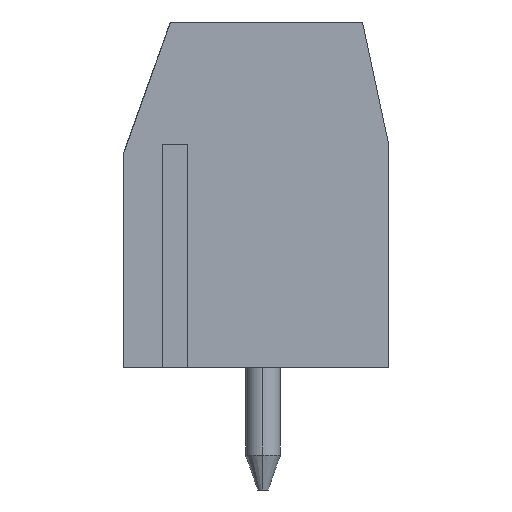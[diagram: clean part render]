
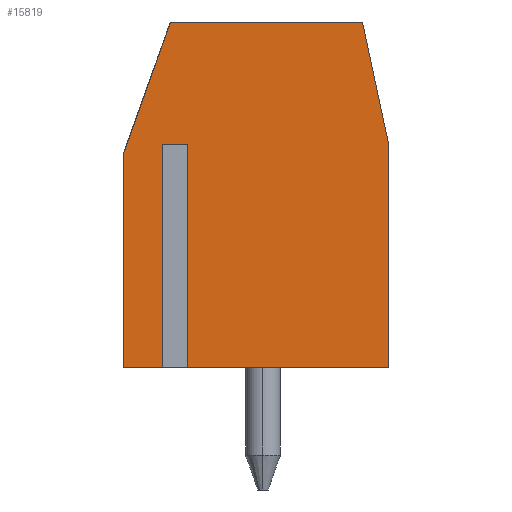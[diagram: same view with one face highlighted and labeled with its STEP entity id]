
A CAD part, left-side view. The second image highlights one B-rep face of the part: STEP entity #15819.
In plain terms, the highlighted planar face has unit normal (-1, 0, 0).
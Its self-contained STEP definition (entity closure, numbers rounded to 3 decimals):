
#468 = VERTEX_POINT ( 'NONE', #12340 ) ;
#944 = CARTESIAN_POINT ( 'NONE',  ( -5., 3.785, 1.352 ) ) ;
#1034 = DIRECTION ( 'NONE',  ( -1., 0., 0. ) ) ;
#1414 = EDGE_CURVE ( 'NONE', #20741, #468, #20577, .T. ) ;
#1427 = CARTESIAN_POINT ( 'NONE',  ( -5., 2.025, -4.95 ) ) ;
#1519 = VECTOR ( 'NONE', #4903, 1000. ) ;
#2093 = EDGE_CURVE ( 'NONE', #12342, #18009, #20562, .T. ) ;
#2513 = VECTOR ( 'NONE', #15226, 1000. ) ;
#2570 = VECTOR ( 'NONE', #6637, 1000. ) ;
#3239 = CARTESIAN_POINT ( 'NONE',  ( -5., -3.75, 1.45 ) ) ;
#3722 = ORIENTED_EDGE ( 'NONE', *, *, #4831, .T. ) ;
#3761 = CARTESIAN_POINT ( 'NONE',  ( -5., 2.725, 1.45 ) ) ;
#4103 = VERTEX_POINT ( 'NONE', #19664 ) ;
#4107 = ORIENTED_EDGE ( 'NONE', *, *, #13212, .T. ) ;
#4235 = CARTESIAN_POINT ( 'NONE',  ( -5., 0., 0. ) ) ;
#4579 = LINE ( 'NONE', #11306, #16958 ) ;
#4592 = CARTESIAN_POINT ( 'NONE',  ( -5., -3.75, -4.95 ) ) ;
#4650 = CARTESIAN_POINT ( 'NONE',  ( -5., -3.75, 4.95 ) ) ;
#4831 = EDGE_CURVE ( 'NONE', #15446, #20741, #14536, .T. ) ;
#4903 = DIRECTION ( 'NONE',  ( 0., 0., -1. ) ) ;
#4914 = ORIENTED_EDGE ( 'NONE', *, *, #8164, .T. ) ;
#5284 = DIRECTION ( 'NONE',  ( 0., 1., 0. ) ) ;
#5880 = CARTESIAN_POINT ( 'NONE',  ( -5., 3.75, -4.95 ) ) ;
#6036 = DIRECTION ( 'NONE',  ( 0., 0.21, 0.978 ) ) ;
#6149 = VECTOR ( 'NONE', #12388, 1000. ) ;
#6274 = LINE ( 'NONE', #4650, #7885 ) ;
#6637 = DIRECTION ( 'NONE',  ( 0., 0., 1. ) ) ;
#7251 = EDGE_CURVE ( 'NONE', #14111, #4103, #18458, .T. ) ;
#7511 = CARTESIAN_POINT ( 'NONE',  ( -5., -3.882, 0.832 ) ) ;
#7697 = ORIENTED_EDGE ( 'NONE', *, *, #7251, .F. ) ;
#7734 = CARTESIAN_POINT ( 'NONE',  ( -5., 2.5, 4.95 ) ) ;
#7885 = VECTOR ( 'NONE', #12779, 1000. ) ;
#8164 = EDGE_CURVE ( 'NONE', #16498, #4103, #4579, .T. ) ;
#8924 = CARTESIAN_POINT ( 'NONE',  ( -5., 2.025, 1.45 ) ) ;
#9297 = CARTESIAN_POINT ( 'NONE',  ( -5., 3.85, 1.17 ) ) ;
#9736 = EDGE_CURVE ( 'NONE', #15446, #14111, #15241, .T. ) ;
#11306 = CARTESIAN_POINT ( 'NONE',  ( -5., 3.75, -4.95 ) ) ;
#11392 = CARTESIAN_POINT ( 'NONE',  ( -5., 2.025, 1.45 ) ) ;
#11678 = EDGE_LOOP ( 'NONE', ( #12007, #18715, #14299, #14467, #4914, #7697, #11871, #3722, #17386, #4107 ) ) ;
#11871 = ORIENTED_EDGE ( 'NONE', *, *, #9736, .F. ) ;
#12007 = ORIENTED_EDGE ( 'NONE', *, *, #18949, .T. ) ;
#12340 = CARTESIAN_POINT ( 'NONE',  ( -5., -3.75, -4.95 ) ) ;
#12342 = VERTEX_POINT ( 'NONE', #7734 ) ;
#12388 = DIRECTION ( 'NONE',  ( 0., -1., 0. ) ) ;
#12652 = VERTEX_POINT ( 'NONE', #3239 ) ;
#12779 = DIRECTION ( 'NONE',  ( 0., 1., 0. ) ) ;
#13048 = CARTESIAN_POINT ( 'NONE',  ( -5., 3.85, 4.95 ) ) ;
#13212 = EDGE_CURVE ( 'NONE', #468, #12652, #16167, .T. ) ;
#14111 = VERTEX_POINT ( 'NONE', #16186 ) ;
#14299 = ORIENTED_EDGE ( 'NONE', *, *, #2093, .T. ) ;
#14365 = VECTOR ( 'NONE', #20243, 1000. ) ;
#14467 = ORIENTED_EDGE ( 'NONE', *, *, #17565, .T. ) ;
#14510 = CARTESIAN_POINT ( 'NONE',  ( -5., 3.85, -4.95 ) ) ;
#14536 = LINE ( 'NONE', #18612, #1519 ) ;
#14697 = DIRECTION ( 'NONE',  ( 0., 0., 1. ) ) ;
#15226 = DIRECTION ( 'NONE',  ( 0., 0., -1. ) ) ;
#15241 = LINE ( 'NONE', #8924, #20869 ) ;
#15398 = EDGE_CURVE ( 'NONE', #16865, #12342, #6274, .T. ) ;
#15410 = CARTESIAN_POINT ( 'NONE',  ( -5., -3., 4.95 ) ) ;
#15446 = VERTEX_POINT ( 'NONE', #11392 ) ;
#15806 = AXIS2_PLACEMENT_3D ( 'NONE', #4235, #1034, #14697 ) ;
#15819 = ADVANCED_FACE ( 'NONE', ( #17837 ), #16329, .T. ) ;
#16167 = LINE ( 'NONE', #4592, #2570 ) ;
#16186 = CARTESIAN_POINT ( 'NONE',  ( -5., 2.725, 1.45 ) ) ;
#16329 = PLANE ( 'NONE',  #15806 ) ;
#16498 = VERTEX_POINT ( 'NONE', #14510 ) ;
#16865 = VERTEX_POINT ( 'NONE', #15410 ) ;
#16958 = VECTOR ( 'NONE', #21214, 1000. ) ;
#17386 = ORIENTED_EDGE ( 'NONE', *, *, #1414, .T. ) ;
#17565 = EDGE_CURVE ( 'NONE', #18009, #16498, #19747, .T. ) ;
#17837 = FACE_OUTER_BOUND ( 'NONE', #11678, .T. ) ;
#18009 = VERTEX_POINT ( 'NONE', #9297 ) ;
#18242 = DIRECTION ( 'NONE',  ( 0., 0., -1. ) ) ;
#18458 = LINE ( 'NONE', #3761, #2513 ) ;
#18612 = CARTESIAN_POINT ( 'NONE',  ( -5., 2.025, 1.45 ) ) ;
#18715 = ORIENTED_EDGE ( 'NONE', *, *, #15398, .T. ) ;
#18949 = EDGE_CURVE ( 'NONE', #12652, #16865, #21059, .T. ) ;
#19664 = CARTESIAN_POINT ( 'NONE',  ( -5., 2.725, -4.95 ) ) ;
#19747 = LINE ( 'NONE', #13048, #20353 ) ;
#19873 = VECTOR ( 'NONE', #6036, 1000. ) ;
#20243 = DIRECTION ( 'NONE',  ( 0., 0.336, -0.942 ) ) ;
#20353 = VECTOR ( 'NONE', #18242, 1000. ) ;
#20562 = LINE ( 'NONE', #944, #14365 ) ;
#20577 = LINE ( 'NONE', #5880, #6149 ) ;
#20741 = VERTEX_POINT ( 'NONE', #1427 ) ;
#20869 = VECTOR ( 'NONE', #5284, 1000. ) ;
#21059 = LINE ( 'NONE', #7511, #19873 ) ;
#21214 = DIRECTION ( 'NONE',  ( 0., -1., 0. ) ) ;
